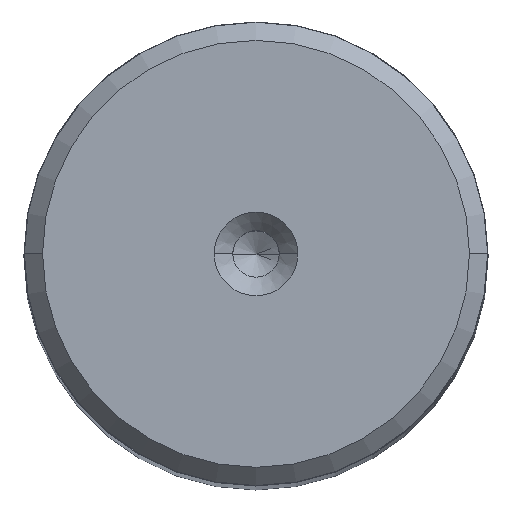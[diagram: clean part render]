
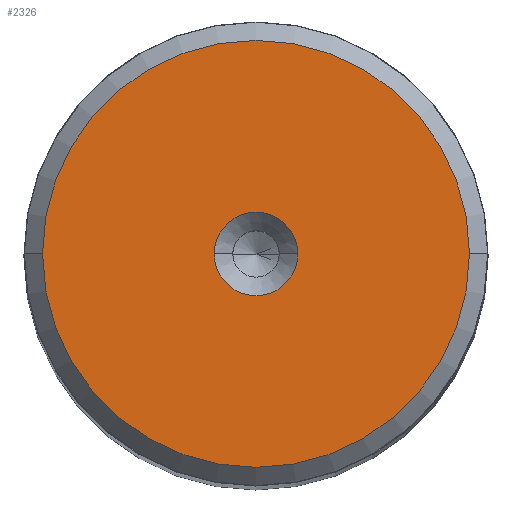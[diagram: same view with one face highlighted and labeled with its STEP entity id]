
A CAD part, top view. The second image highlights one B-rep face of the part: STEP entity #2326.
In plain terms, the highlighted planar face has unit normal (0, 0, 1).
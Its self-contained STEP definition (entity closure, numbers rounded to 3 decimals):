
#17 = AXIS2_PLACEMENT_3D ( 'NONE', #538, #1303, #1507 ) ;
#60 = VERTEX_POINT ( 'NONE', #120 ) ;
#120 = CARTESIAN_POINT ( 'NONE',  ( 11.509, 0., 130. ) ) ;
#164 = AXIS2_PLACEMENT_3D ( 'NONE', #2316, #778, #218 ) ;
#210 = CIRCLE ( 'NONE', #1236, 11.509 ) ;
#214 = AXIS2_PLACEMENT_3D ( 'NONE', #1073, #657, #1230 ) ;
#218 = DIRECTION ( 'NONE',  ( 1., 0., 0. ) ) ;
#228 = DIRECTION ( 'NONE',  ( 0., 0., 1. ) ) ;
#258 = CARTESIAN_POINT ( 'NONE',  ( 0., 0., 130. ) ) ;
#292 = DIRECTION ( 'NONE',  ( 0., 0., 1. ) ) ;
#304 = CIRCLE ( 'NONE', #1271, 2.25 ) ;
#325 = CARTESIAN_POINT ( 'NONE',  ( -2.25, 0., 130. ) ) ;
#396 = FACE_OUTER_BOUND ( 'NONE', #1068, .T. ) ;
#423 = CIRCLE ( 'NONE', #17, 2.25 ) ;
#538 = CARTESIAN_POINT ( 'NONE',  ( 0., 0., 130. ) ) ;
#614 = EDGE_CURVE ( 'NONE', #2096, #60, #2362, .T. ) ;
#657 = DIRECTION ( 'NONE',  ( 0., 0., 1. ) ) ;
#770 = VERTEX_POINT ( 'NONE', #2208 ) ;
#778 = DIRECTION ( 'NONE',  ( 0., 0., 1. ) ) ;
#801 = ORIENTED_EDGE ( 'NONE', *, *, #1680, .F. ) ;
#923 = VERTEX_POINT ( 'NONE', #325 ) ;
#1068 = EDGE_LOOP ( 'NONE', ( #2163, #1798 ) ) ;
#1073 = CARTESIAN_POINT ( 'NONE',  ( 0., 0., 130. ) ) ;
#1084 = DIRECTION ( 'NONE',  ( 1., 0., 0. ) ) ;
#1213 = DIRECTION ( 'NONE',  ( 1., 0., 0. ) ) ;
#1230 = DIRECTION ( 'NONE',  ( 1., 0., 0. ) ) ;
#1232 = ORIENTED_EDGE ( 'NONE', *, *, #1367, .F. ) ;
#1236 = AXIS2_PLACEMENT_3D ( 'NONE', #258, #228, #1213 ) ;
#1271 = AXIS2_PLACEMENT_3D ( 'NONE', #2042, #292, #1084 ) ;
#1303 = DIRECTION ( 'NONE',  ( 0., 0., 1. ) ) ;
#1367 = EDGE_CURVE ( 'NONE', #770, #923, #423, .T. ) ;
#1507 = DIRECTION ( 'NONE',  ( 1., 0., 0. ) ) ;
#1619 = PLANE ( 'NONE',  #214 ) ;
#1629 = FACE_BOUND ( 'NONE', #1865, .T. ) ;
#1680 = EDGE_CURVE ( 'NONE', #923, #770, #304, .T. ) ;
#1798 = ORIENTED_EDGE ( 'NONE', *, *, #2222, .T. ) ;
#1865 = EDGE_LOOP ( 'NONE', ( #1232, #801 ) ) ;
#1996 = CARTESIAN_POINT ( 'NONE',  ( -11.509, 0., 130. ) ) ;
#2042 = CARTESIAN_POINT ( 'NONE',  ( 0., 0., 130. ) ) ;
#2096 = VERTEX_POINT ( 'NONE', #1996 ) ;
#2163 = ORIENTED_EDGE ( 'NONE', *, *, #614, .T. ) ;
#2208 = CARTESIAN_POINT ( 'NONE',  ( 2.25, 0., 130. ) ) ;
#2222 = EDGE_CURVE ( 'NONE', #60, #2096, #210, .T. ) ;
#2316 = CARTESIAN_POINT ( 'NONE',  ( 0., 0., 130. ) ) ;
#2326 = ADVANCED_FACE ( 'NONE', ( #1629, #396 ), #1619, .T. ) ;
#2362 = CIRCLE ( 'NONE', #164, 11.509 ) ;
